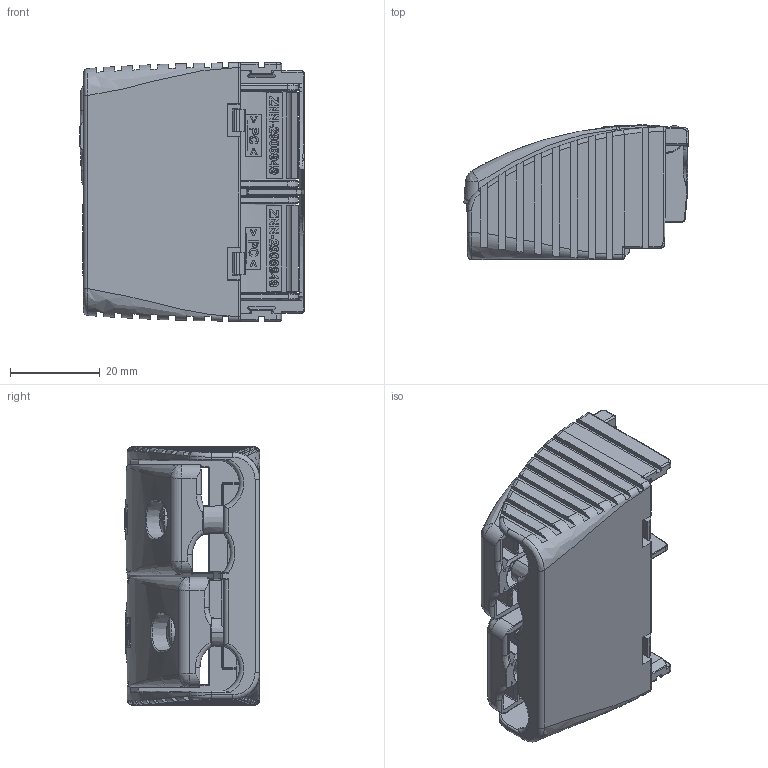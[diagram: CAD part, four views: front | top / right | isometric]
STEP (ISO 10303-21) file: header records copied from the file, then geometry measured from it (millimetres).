
FILE_DESCRIPTION (( 'STEP AP214' ), '1' );
FILE_NAME ('CC_B-Style.STEP', '2019-07-15T08:10:09', ( '' ), ( '' ), 'SwSTEP 2.0', 'SolidWorks 2017', '' );
FILE_SCHEMA (( 'AUTOMOTIVE_DESIGN' ));
Length unit declared in the file: millimetre
Products named in the file (1): CC_B-Style
Bounding box: 50.1 x 30.16 x 57.7 mm (x, y, z)
Volume: 21327.6 mm3; surface area: 25725.1 mm2
Topology: 5 solids, 5 shells, 2681 faces, 7002 edges, 4383 vertices
Faces by surface type: plane 965, bspline 716, cylinder 627, cone 154, torus 141, sphere 78
Entity records: 144728 total; most frequent: CARTESIAN_POINT 56462, ORIENTED_EDGE 13848, DIRECTION 9867, EDGE_CURVE 6924, VERTEX_POINT 4359, AXIS2_PLACEMENT_3D 3330, VECTOR 3207, LINE 3207
